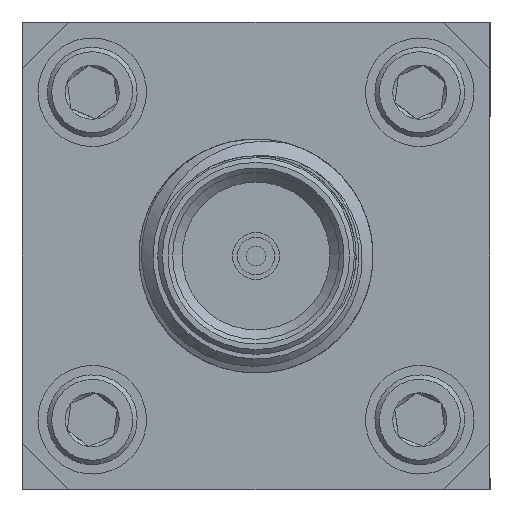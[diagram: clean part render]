
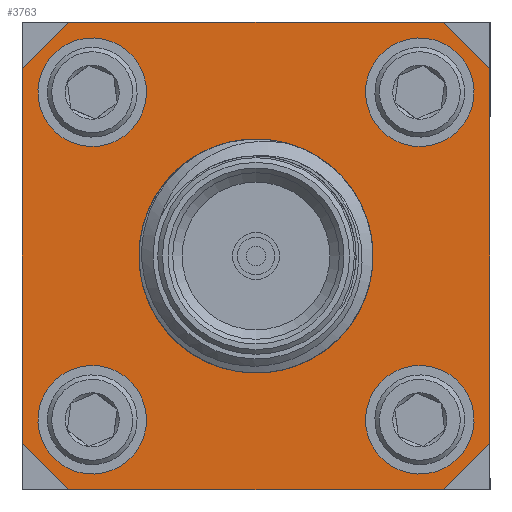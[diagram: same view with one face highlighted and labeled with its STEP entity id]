
A CAD part, left-side view. The second image highlights one B-rep face of the part: STEP entity #3763.
In plain terms, the highlighted planar face has unit normal (-1, 0, 0).
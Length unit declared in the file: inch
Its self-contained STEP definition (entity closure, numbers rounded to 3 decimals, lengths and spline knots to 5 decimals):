
#123 = CARTESIAN_POINT ( 'NONE',  ( -0.87, -0.25, -0.25 ) ) ;
#171 = EDGE_CURVE ( 'NONE', #10822, #10306, #19260, .T. ) ;
#419 = VERTEX_POINT ( 'NONE', #1519 ) ;
#658 = VECTOR ( 'NONE', #10194, 39.37008 ) ;
#759 = AXIS2_PLACEMENT_3D ( 'NONE', #23960, #3687, #35540 ) ;
#906 = CARTESIAN_POINT ( 'NONE',  ( -0.87, -0.175, -0.175 ) ) ;
#1160 = ORIENTED_EDGE ( 'NONE', *, *, #18950, .T. ) ;
#1200 = CARTESIAN_POINT ( 'NONE',  ( -0.87, -0.2, 0.25 ) ) ;
#1519 = CARTESIAN_POINT ( 'NONE',  ( -0.87, 0.2, -0.25 ) ) ;
#1565 = ORIENTED_EDGE ( 'NONE', *, *, #32721, .T. ) ;
#1689 = VERTEX_POINT ( 'NONE', #16459 ) ;
#1855 = ORIENTED_EDGE ( 'NONE', *, *, #171, .T. ) ;
#2005 = FACE_OUTER_BOUND ( 'NONE', #29924, .T. ) ;
#2089 = VERTEX_POINT ( 'NONE', #26821 ) ;
#2327 = VERTEX_POINT ( 'NONE', #34224 ) ;
#2360 = LINE ( 'NONE', #5583, #33935 ) ;
#3309 = EDGE_CURVE ( 'NONE', #14556, #14556, #16444, .T. ) ;
#3556 = DIRECTION ( 'NONE',  ( 0., 0.707, -0.707 ) ) ;
#3687 = DIRECTION ( 'NONE',  ( 1., 0., 0. ) ) ;
#3763 = ADVANCED_FACE ( 'NONE', ( #2005, #10348, #7872, #19423, #30621, #7311 ), #16389, .F. ) ;
#3940 = VERTEX_POINT ( 'NONE', #15481 ) ;
#4227 = LINE ( 'NONE', #1200, #30583 ) ;
#4533 = AXIS2_PLACEMENT_3D ( 'NONE', #25235, #19549, #5156 ) ;
#5156 = DIRECTION ( 'NONE',  ( 0., -0.383, -0.924 ) ) ;
#5583 = CARTESIAN_POINT ( 'NONE',  ( -0.87, -0.25, -0.25 ) ) ;
#6077 = VECTOR ( 'NONE', #3556, 39.37008 ) ;
#6547 = VERTEX_POINT ( 'NONE', #15538 ) ;
#6621 = CIRCLE ( 'NONE', #7858, 0.058 ) ;
#6809 = ORIENTED_EDGE ( 'NONE', *, *, #21068, .T. ) ;
#6960 = LINE ( 'NONE', #9613, #7977 ) ;
#7194 = DIRECTION ( 'NONE',  ( 1., 0., 0. ) ) ;
#7311 = FACE_BOUND ( 'NONE', #37551, .T. ) ;
#7858 = AXIS2_PLACEMENT_3D ( 'NONE', #16904, #29020, #11614 ) ;
#7872 = FACE_BOUND ( 'NONE', #21996, .T. ) ;
#7977 = VECTOR ( 'NONE', #21347, 39.37008 ) ;
#9532 = ORIENTED_EDGE ( 'NONE', *, *, #3309, .F. ) ;
#9613 = CARTESIAN_POINT ( 'NONE',  ( -0.87, -0.25, -0.2 ) ) ;
#9821 = EDGE_CURVE ( 'NONE', #2327, #2089, #4227, .T. ) ;
#10036 = CARTESIAN_POINT ( 'NONE',  ( -0.87, 0., 0. ) ) ;
#10194 = DIRECTION ( 'NONE',  ( 0., 1., 0. ) ) ;
#10306 = VERTEX_POINT ( 'NONE', #13447 ) ;
#10348 = FACE_BOUND ( 'NONE', #21323, .T. ) ;
#10723 = DIRECTION ( 'NONE',  ( 1., 0., 0. ) ) ;
#10822 = VERTEX_POINT ( 'NONE', #27395 ) ;
#10938 = ORIENTED_EDGE ( 'NONE', *, *, #18018, .T. ) ;
#10960 = VERTEX_POINT ( 'NONE', #23210 ) ;
#11188 = EDGE_LOOP ( 'NONE', ( #9532 ) ) ;
#11614 = DIRECTION ( 'NONE',  ( 0., 0.383, -0.924 ) ) ;
#11786 = ORIENTED_EDGE ( 'NONE', *, *, #19091, .T. ) ;
#11952 = ORIENTED_EDGE ( 'NONE', *, *, #13611, .T. ) ;
#12912 = EDGE_CURVE ( 'NONE', #30082, #30082, #25583, .T. ) ;
#13447 = CARTESIAN_POINT ( 'NONE',  ( -0.87, 0.25, -0.2 ) ) ;
#13611 = EDGE_CURVE ( 'NONE', #3940, #3940, #26285, .T. ) ;
#14360 = DIRECTION ( 'NONE',  ( 0., -0.707, -0.707 ) ) ;
#14520 = DIRECTION ( 'NONE',  ( 0., 0., 1. ) ) ;
#14556 = VERTEX_POINT ( 'NONE', #18137 ) ;
#14593 = ORIENTED_EDGE ( 'NONE', *, *, #25064, .T. ) ;
#15481 = CARTESIAN_POINT ( 'NONE',  ( -0.87, -0.19722, 0.12142 ) ) ;
#15538 = CARTESIAN_POINT ( 'NONE',  ( -0.87, 0.2, 0.25 ) ) ;
#16389 = PLANE ( 'NONE',  #16480 ) ;
#16444 = CIRCLE ( 'NONE', #21269, 0.058 ) ;
#16459 = CARTESIAN_POINT ( 'NONE',  ( -0.87, 0.19722, 0.12142 ) ) ;
#16480 = AXIS2_PLACEMENT_3D ( 'NONE', #18665, #10723, #27384 ) ;
#16527 = EDGE_CURVE ( 'NONE', #1689, #1689, #6621, .T. ) ;
#16676 = VERTEX_POINT ( 'NONE', #29390 ) ;
#16904 = CARTESIAN_POINT ( 'NONE',  ( -0.87, 0.175, 0.175 ) ) ;
#18018 = EDGE_CURVE ( 'NONE', #6547, #10822, #35800, .T. ) ;
#18137 = CARTESIAN_POINT ( 'NONE',  ( -0.87, -0.19722, -0.12142 ) ) ;
#18149 = LINE ( 'NONE', #30093, #658 ) ;
#18517 = CARTESIAN_POINT ( 'NONE',  ( -0.87, 0.25, 0.2 ) ) ;
#18665 = CARTESIAN_POINT ( 'NONE',  ( -0.87, 0., 0. ) ) ;
#18950 = EDGE_CURVE ( 'NONE', #2089, #6547, #18149, .T. ) ;
#19007 = DIRECTION ( 'NONE',  ( 0., 0.707, 0.707 ) ) ;
#19091 = EDGE_CURVE ( 'NONE', #10960, #2327, #19839, .T. ) ;
#19260 = LINE ( 'NONE', #30839, #19738 ) ;
#19281 = EDGE_LOOP ( 'NONE', ( #25257 ) ) ;
#19423 = FACE_BOUND ( 'NONE', #19281, .T. ) ;
#19549 = DIRECTION ( 'NONE',  ( 1., 0., 0. ) ) ;
#19738 = VECTOR ( 'NONE', #33864, 39.37008 ) ;
#19839 = LINE ( 'NONE', #123, #26072 ) ;
#20151 = DIRECTION ( 'NONE',  ( 0., -1., 0. ) ) ;
#20438 = CIRCLE ( 'NONE', #33781, 0.115 ) ;
#21068 = EDGE_CURVE ( 'NONE', #419, #16676, #2360, .T. ) ;
#21269 = AXIS2_PLACEMENT_3D ( 'NONE', #906, #24024, #22306 ) ;
#21323 = EDGE_LOOP ( 'NONE', ( #32664 ) ) ;
#21347 = DIRECTION ( 'NONE',  ( 0., -0.707, 0.707 ) ) ;
#21996 = EDGE_LOOP ( 'NONE', ( #14593 ) ) ;
#22306 = DIRECTION ( 'NONE',  ( 0., -0.383, 0.924 ) ) ;
#23210 = CARTESIAN_POINT ( 'NONE',  ( -0.87, -0.25, -0.2 ) ) ;
#23960 = CARTESIAN_POINT ( 'NONE',  ( -0.87, 0.175, -0.175 ) ) ;
#24009 = ORIENTED_EDGE ( 'NONE', *, *, #9821, .T. ) ;
#24024 = DIRECTION ( 'NONE',  ( -1., 0., 0. ) ) ;
#25064 = EDGE_CURVE ( 'NONE', #25727, #25727, #20438, .T. ) ;
#25235 = CARTESIAN_POINT ( 'NONE',  ( -0.87, -0.175, 0.175 ) ) ;
#25257 = ORIENTED_EDGE ( 'NONE', *, *, #12912, .T. ) ;
#25360 = CARTESIAN_POINT ( 'NONE',  ( -0.87, 0., -0.115 ) ) ;
#25583 = CIRCLE ( 'NONE', #759, 0.058 ) ;
#25727 = VERTEX_POINT ( 'NONE', #25360 ) ;
#26072 = VECTOR ( 'NONE', #14520, 39.37008 ) ;
#26285 = CIRCLE ( 'NONE', #4533, 0.058 ) ;
#26821 = CARTESIAN_POINT ( 'NONE',  ( -0.87, -0.2, 0.25 ) ) ;
#27384 = DIRECTION ( 'NONE',  ( 0., 1., 0. ) ) ;
#27395 = CARTESIAN_POINT ( 'NONE',  ( -0.87, 0.25, 0.2 ) ) ;
#27602 = CARTESIAN_POINT ( 'NONE',  ( -0.87, 0.19722, -0.12142 ) ) ;
#29020 = DIRECTION ( 'NONE',  ( -1., 0., 0. ) ) ;
#29309 = LINE ( 'NONE', #37502, #30832 ) ;
#29390 = CARTESIAN_POINT ( 'NONE',  ( -0.87, -0.2, -0.25 ) ) ;
#29924 = EDGE_LOOP ( 'NONE', ( #6809, #30209, #11786, #24009, #1160, #10938, #1855, #1565 ) ) ;
#30082 = VERTEX_POINT ( 'NONE', #27602 ) ;
#30093 = CARTESIAN_POINT ( 'NONE',  ( -0.87, -0.25, 0.25 ) ) ;
#30209 = ORIENTED_EDGE ( 'NONE', *, *, #31096, .T. ) ;
#30583 = VECTOR ( 'NONE', #19007, 39.37008 ) ;
#30621 = FACE_BOUND ( 'NONE', #11188, .T. ) ;
#30832 = VECTOR ( 'NONE', #14360, 39.37008 ) ;
#30839 = CARTESIAN_POINT ( 'NONE',  ( -0.87, 0.25, -0.25 ) ) ;
#31096 = EDGE_CURVE ( 'NONE', #16676, #10960, #6960, .T. ) ;
#32664 = ORIENTED_EDGE ( 'NONE', *, *, #16527, .F. ) ;
#32721 = EDGE_CURVE ( 'NONE', #10306, #419, #29309, .T. ) ;
#33781 = AXIS2_PLACEMENT_3D ( 'NONE', #10036, #7194, #36017 ) ;
#33864 = DIRECTION ( 'NONE',  ( 0., 0., -1. ) ) ;
#33935 = VECTOR ( 'NONE', #20151, 39.37008 ) ;
#34224 = CARTESIAN_POINT ( 'NONE',  ( -0.87, -0.25, 0.2 ) ) ;
#35540 = DIRECTION ( 'NONE',  ( 0., 0.383, 0.924 ) ) ;
#35800 = LINE ( 'NONE', #18517, #6077 ) ;
#36017 = DIRECTION ( 'NONE',  ( 0., 0., -1. ) ) ;
#37502 = CARTESIAN_POINT ( 'NONE',  ( -0.87, 0.2, -0.25 ) ) ;
#37551 = EDGE_LOOP ( 'NONE', ( #11952 ) ) ;
